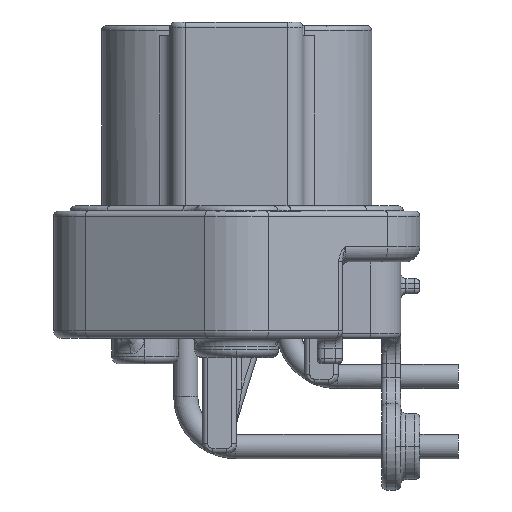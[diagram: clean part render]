
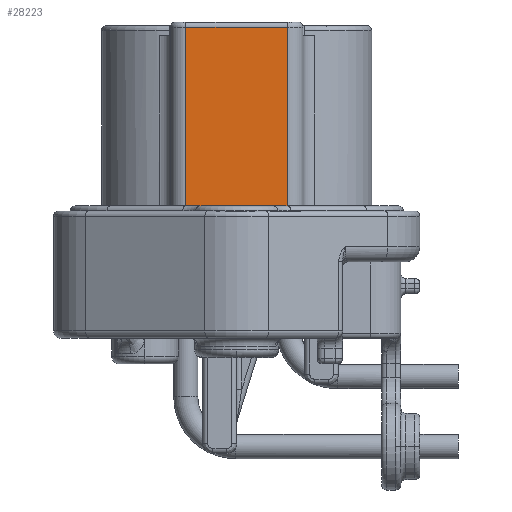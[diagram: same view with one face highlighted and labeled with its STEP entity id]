
A CAD part, left-side view. The second image highlights one B-rep face of the part: STEP entity #28223.
In plain terms, the highlighted planar face has unit normal (-1, 0, 0).
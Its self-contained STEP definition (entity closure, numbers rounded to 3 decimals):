
#7842=DIRECTION('',(0.,-1.,0.));
#7843=VECTOR('',#7842,10.16);
#7844=CARTESIAN_POINT('',(-15.038,5.08,-18.618));
#7845=LINE('',#7844,#7843);
#7849=DIRECTION('',(0.,-1.,0.));
#7850=VECTOR('',#7849,10.16);
#7851=CARTESIAN_POINT('',(-15.038,5.08,-0.152));
#7852=LINE('',#7851,#7850);
#7856=DIRECTION('',(0.,0.,-1.));
#7857=VECTOR('',#7856,18.466);
#7858=CARTESIAN_POINT('',(-15.038,-5.08,-0.152));
#7859=LINE('',#7858,#7857);
#7879=DIRECTION('',(0.,0.,-1.));
#7880=VECTOR('',#7879,18.466);
#7881=CARTESIAN_POINT('',(-15.038,5.08,-0.152));
#7882=LINE('',#7881,#7880);
#19599=CARTESIAN_POINT('',(-15.038,-5.08,-0.152));
#19600=VERTEX_POINT('',#19599);
#19603=CARTESIAN_POINT('',(-15.038,5.08,-0.152));
#19604=VERTEX_POINT('',#19603);
#20139=CARTESIAN_POINT('',(-15.038,5.08,-18.618));
#20140=VERTEX_POINT('',#20139);
#20141=CARTESIAN_POINT('',(-15.038,-5.08,-18.618));
#20142=VERTEX_POINT('',#20141);
#28210=CARTESIAN_POINT('',(-15.038,5.08,-18.491));
#28211=DIRECTION('',(-1.,0.,0.));
#28212=DIRECTION('',(0.,-1.,0.));
#28213=AXIS2_PLACEMENT_3D('',#28210,#28211,#28212);
#28214=PLANE('',#28213);
#28215=ORIENTED_EDGE('',*,*,#28068,.F.);
#28217=ORIENTED_EDGE('',*,*,#28216,.F.);
#28219=ORIENTED_EDGE('',*,*,#28218,.T.);
#28220=ORIENTED_EDGE('',*,*,#28202,.T.);
#28221=EDGE_LOOP('',(#28215,#28217,#28219,#28220));
#28222=FACE_OUTER_BOUND('',#28221,.F.);
#28068=EDGE_CURVE('',#20140,#20142,#7845,.T.);
#28202=EDGE_CURVE('',#19600,#20142,#7859,.T.);
#28216=EDGE_CURVE('',#19604,#20140,#7882,.T.);
#28218=EDGE_CURVE('',#19604,#19600,#7852,.T.);
#28223=ADVANCED_FACE('',(#28222),#28214,.T.);
